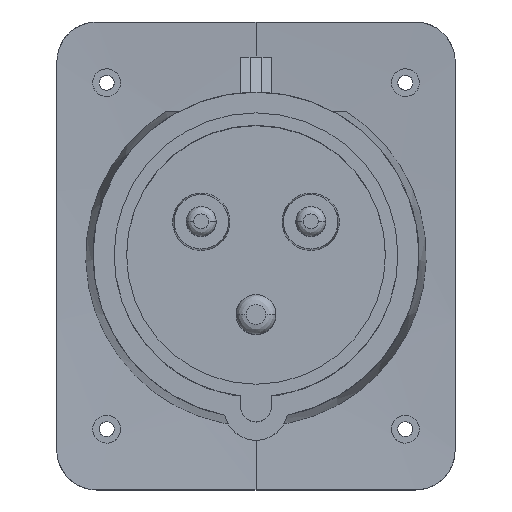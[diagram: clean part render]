
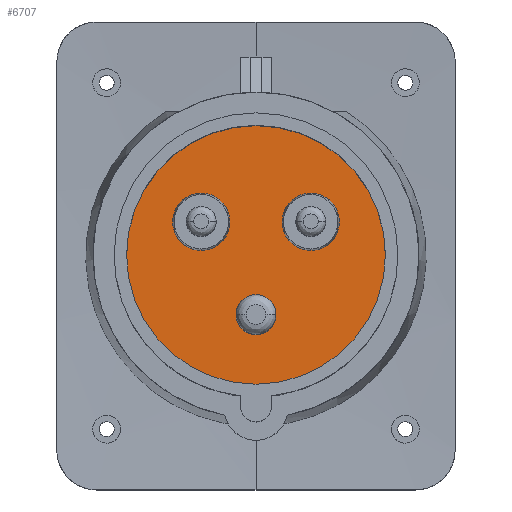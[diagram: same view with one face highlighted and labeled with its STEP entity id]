
A CAD part, top view. The second image highlights one B-rep face of the part: STEP entity #6707.
In plain terms, the highlighted planar face has unit normal (0, 0, 1).
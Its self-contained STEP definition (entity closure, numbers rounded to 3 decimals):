
#4951=CARTESIAN_POINT('',(30.,-35.,94.5));
#4952=DIRECTION('',(0.,0.,1.));
#4953=DIRECTION('',(-1.,0.,0.));
#4954=AXIS2_PLACEMENT_3D('',#4951,#4952,#4953);
#4960=CARTESIAN_POINT('',(30.,-35.,94.5));
#4961=DIRECTION('',(0.,0.,1.));
#4962=DIRECTION('',(1.,0.,0.));
#4963=AXIS2_PLACEMENT_3D('',#4960,#4961,#4962);
#4974=CARTESIAN_POINT('',(30.,-47.,94.5));
#4975=DIRECTION('',(0.,0.,1.));
#4976=DIRECTION('',(1.,0.,0.));
#4977=AXIS2_PLACEMENT_3D('',#4974,#4975,#4976);
#4979=CARTESIAN_POINT('',(30.,-47.,94.5));
#4980=DIRECTION('',(0.,0.,1.));
#4981=DIRECTION('',(-1.,0.,0.));
#4982=AXIS2_PLACEMENT_3D('',#4979,#4980,#4981);
#4984=CARTESIAN_POINT('',(41.,-28.3,94.5));
#4985=DIRECTION('',(0.,0.,1.));
#4986=DIRECTION('',(1.,0.,0.));
#4987=AXIS2_PLACEMENT_3D('',#4984,#4985,#4986);
#4989=CARTESIAN_POINT('',(41.,-28.3,94.5));
#4990=DIRECTION('',(0.,0.,1.));
#4991=DIRECTION('',(-1.,0.,0.));
#4992=AXIS2_PLACEMENT_3D('',#4989,#4990,#4991);
#4994=CARTESIAN_POINT('',(19.,-28.3,94.5));
#4995=DIRECTION('',(0.,0.,1.));
#4996=DIRECTION('',(1.,0.,0.));
#4997=AXIS2_PLACEMENT_3D('',#4994,#4995,#4996);
#4999=CARTESIAN_POINT('',(19.,-28.3,94.5));
#5000=DIRECTION('',(0.,0.,1.));
#5001=DIRECTION('',(-1.,0.,0.));
#5002=AXIS2_PLACEMENT_3D('',#4999,#5000,#5001);
#6310=CARTESIAN_POINT('',(4.,-35.,94.5));
#6311=CARTESIAN_POINT('',(56.,-35.,94.5));
#6312=VERTEX_POINT('',#6310);
#6313=VERTEX_POINT('',#6311);
#6318=CARTESIAN_POINT('',(24.75,-28.3,94.5));
#6319=CARTESIAN_POINT('',(13.25,-28.3,94.5));
#6320=VERTEX_POINT('',#6318);
#6321=VERTEX_POINT('',#6319);
#6338=CARTESIAN_POINT('',(35.25,-28.3,94.5));
#6339=VERTEX_POINT('',#6338);
#6340=CARTESIAN_POINT('',(46.75,-28.3,94.5));
#6341=VERTEX_POINT('',#6340);
#6354=CARTESIAN_POINT('',(34.,-47.,94.5));
#6355=CARTESIAN_POINT('',(26.,-47.,94.5));
#6356=VERTEX_POINT('',#6354);
#6357=VERTEX_POINT('',#6355);
#6680=CARTESIAN_POINT('',(30.,-35.,94.5));
#6681=DIRECTION('',(0.,0.,1.));
#6682=DIRECTION('',(-1.,0.,0.));
#6683=AXIS2_PLACEMENT_3D('',#6680,#6681,#6682);
#6684=PLANE('',#6683);
#6685=ORIENTED_EDGE('',*,*,#6642,.F.);
#6686=ORIENTED_EDGE('',*,*,#6654,.F.);
#6687=EDGE_LOOP('',(#6685,#6686));
#6688=FACE_OUTER_BOUND('',#6687,.F.);
#6690=ORIENTED_EDGE('',*,*,#6689,.T.);
#6692=ORIENTED_EDGE('',*,*,#6691,.T.);
#6693=EDGE_LOOP('',(#6690,#6692));
#6694=FACE_BOUND('',#6693,.F.);
#6696=ORIENTED_EDGE('',*,*,#6695,.T.);
#6698=ORIENTED_EDGE('',*,*,#6697,.T.);
#6699=EDGE_LOOP('',(#6696,#6698));
#6700=FACE_BOUND('',#6699,.F.);
#6702=ORIENTED_EDGE('',*,*,#6701,.T.);
#6704=ORIENTED_EDGE('',*,*,#6703,.T.);
#6705=EDGE_LOOP('',(#6702,#6704));
#6706=FACE_BOUND('',#6705,.F.);
#6707=ADVANCED_FACE('',(#6688,#6694,#6700,#6706),#6684,.T.);
#4955=CIRCLE('',#4954,26.);
#4964=CIRCLE('',#4963,26.);
#4978=CIRCLE('',#4977,4.);
#4983=CIRCLE('',#4982,4.);
#4988=CIRCLE('',#4987,5.75);
#4993=CIRCLE('',#4992,5.75);
#4998=CIRCLE('',#4997,5.75);
#5003=CIRCLE('',#5002,5.75);
#6642=EDGE_CURVE('',#6312,#6313,#4955,.T.);
#6654=EDGE_CURVE('',#6313,#6312,#4964,.T.);
#6689=EDGE_CURVE('',#6356,#6357,#4978,.T.);
#6691=EDGE_CURVE('',#6357,#6356,#4983,.T.);
#6695=EDGE_CURVE('',#6341,#6339,#4988,.T.);
#6697=EDGE_CURVE('',#6339,#6341,#4993,.T.);
#6701=EDGE_CURVE('',#6320,#6321,#4998,.T.);
#6703=EDGE_CURVE('',#6321,#6320,#5003,.T.);
